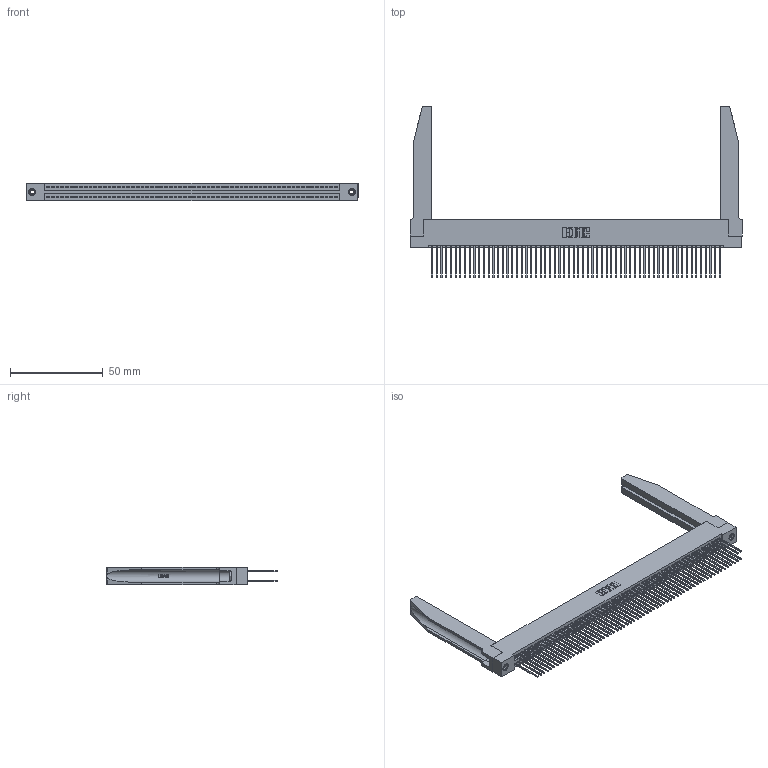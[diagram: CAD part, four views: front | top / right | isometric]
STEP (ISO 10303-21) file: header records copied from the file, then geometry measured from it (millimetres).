
FILE_DESCRIPTION (( 'STEP AP203' ), '1' );
FILE_NAME ('345-124-542-278.STEP', '2019-11-06T19:14:00', ( '' ), ( '' ), 'SwSTEP 2.0', 'SolidWorks 2016', '' );
FILE_SCHEMA (( 'CONFIG_CONTROL_DESIGN' ));
Length unit declared in the file: inch
Products named in the file (5): 345-250-001_345-250-001-102; 345-220-078_345-220-078; 345 Part_Flush Mounting Lugs - 0.156 Dia-TH; 345-292-001_345-293-142; 345-124-542-278
Assembly tree (129 placements, depth 2):
  345-124-542-278
    345 Part_Flush Mounting Lugs - 0.156 Dia-TH
    345-292-001_345-293-142  x124
    345-250-001_345-250-001-102  x2
    345-220-078_345-220-078  x2
Bounding box: 178.71 x 92.25 x 9.4 mm (x, y, z)
Volume: 25894.6 mm3; surface area: 36717.7 mm2
Topology: 129 solids, 129 shells, 6560 faces, 19425 edges, 12774 vertices
Faces by surface type: plane 4314, cylinder 2194, bspline 36, cone 12, torus 4
Entity records: 50712 total; most frequent: CARTESIAN_POINT 9399, ORIENTED_EDGE 8230, DIRECTION 7257, EDGE_CURVE 4115, VECTOR 3641, LINE 3641, VERTEX_POINT 2736, AXIS2_PLACEMENT_3D 1808
